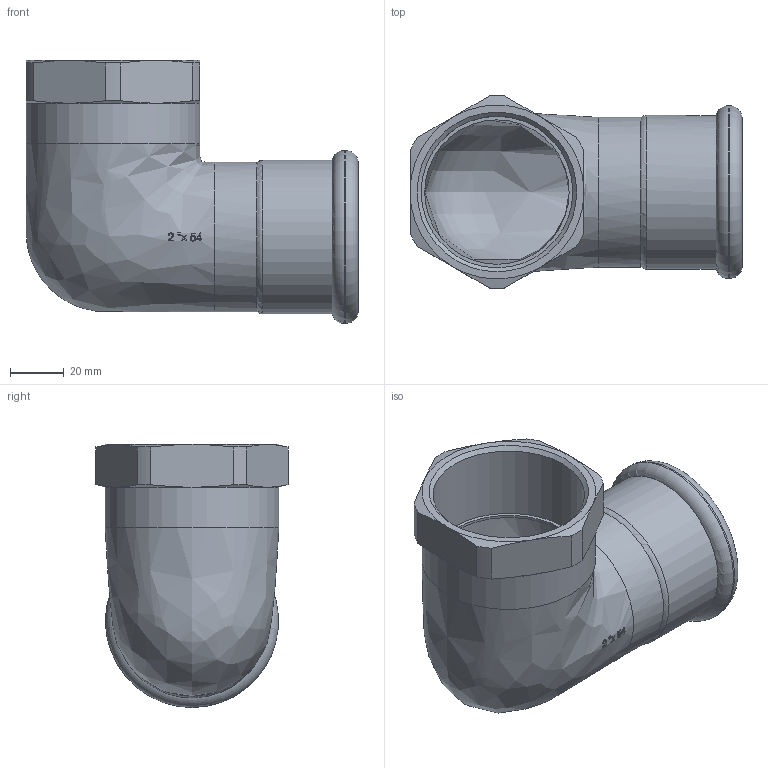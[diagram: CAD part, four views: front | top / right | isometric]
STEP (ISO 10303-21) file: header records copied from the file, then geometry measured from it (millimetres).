
FILE_DESCRIPTION(/* description */ ('Gomito 90° filettato femmina 2"x54 / Elbow adapter 90° with female thread 2"x54'),/* implementation_level */ '2;1');
FILE_NAME(/* name */ '198200054_Inoxpres.stp',/* time_stamp */ '2022-10-12T16:42:03+02:00',/* author */ ('Vault'),/* organization */ ('Raccorderie metalliche s.p.a. '),/* preprocessor_version */ 'ST-DEVELOPER v18.1',/* originating_system */ 'Autodesk Inventor 2020',/* authorisation */ 'Raccorderie metalliche s.p.a. ');
FILE_SCHEMA (('AUTOMOTIVE_DESIGN { 1 0 10303 214 3 1 1 }'));
Length unit declared in the file: millimetre
Products named in the file (1): 198200054_Inoxpres
Bounding box: 124.1 x 71.97 x 98.35 mm (x, y, z)
Volume: 96968.8 mm3; surface area: 57605 mm2
Topology: 1 solids, 1 shells, 169 faces, 470 edges, 315 vertices
Faces by surface type: plane 68, bspline 64, cylinder 17, cone 14, torus 6
Full cylindrical faces by diameter (mm): 51 x1, 53 x1, 54 x1, 54.5 x1, 54.7 x2, 56 x1, 56.656 x1, 57.5 x1, 64.7 x1, 65 x1
Entity records: 8091 total; most frequent: CARTESIAN_POINT 4316, ORIENTED_EDGE 940, DIRECTION 525, EDGE_CURVE 470, VERTEX_POINT 315, B_SPLINE_CURVE_WITH_KNOTS 222, AXIS2_PLACEMENT_3D 195, EDGE_LOOP 183
